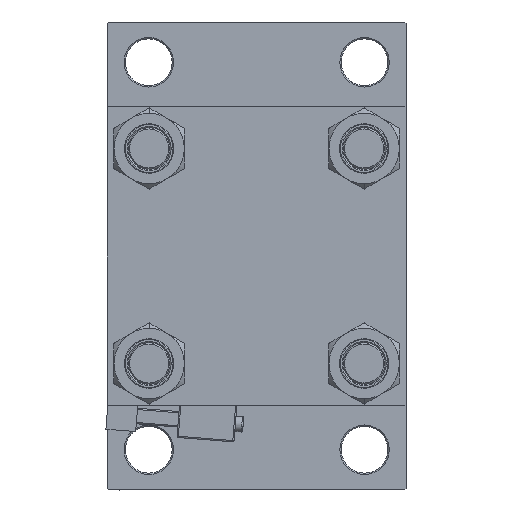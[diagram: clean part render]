
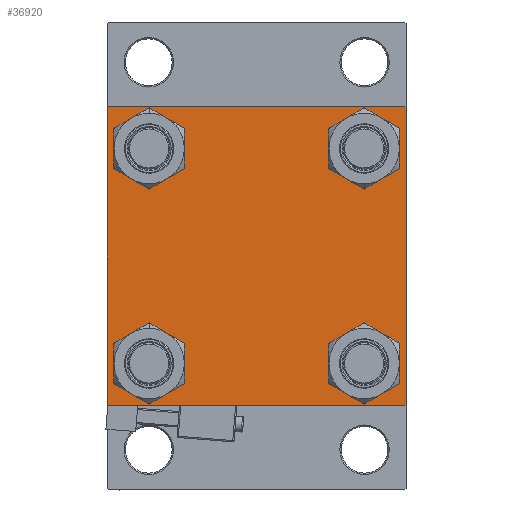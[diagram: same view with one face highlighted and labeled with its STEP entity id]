
A CAD part, left-side view. The second image highlights one B-rep face of the part: STEP entity #36920.
In plain terms, the highlighted planar face has unit normal (-1, 0, 0).
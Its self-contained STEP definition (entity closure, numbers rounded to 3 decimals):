
#29 = CARTESIAN_POINT ( 'NONE',  ( 0., 41.35, 41.35 ) ) ;
#220 = CARTESIAN_POINT ( 'NONE',  ( 0., -41.35, 32.85 ) ) ;
#832 = DIRECTION ( 'NONE',  ( 1., 0., 0. ) ) ;
#941 = CIRCLE ( 'NONE', #17088, 8.5 ) ;
#1551 = ORIENTED_EDGE ( 'NONE', *, *, #19673, .T. ) ;
#1621 = CARTESIAN_POINT ( 'NONE',  ( 0., 41.35, -41.35 ) ) ;
#1886 = LINE ( 'NONE', #44491, #13209 ) ;
#1955 = CARTESIAN_POINT ( 'NONE',  ( 0., 41.35, 41.35 ) ) ;
#2093 = ORIENTED_EDGE ( 'NONE', *, *, #47062, .T. ) ;
#3088 = ORIENTED_EDGE ( 'NONE', *, *, #25423, .F. ) ;
#3141 = DIRECTION ( 'NONE',  ( 0., 0., 1. ) ) ;
#3164 = CARTESIAN_POINT ( 'NONE',  ( 0., -57., 57.5 ) ) ;
#3292 = ORIENTED_EDGE ( 'NONE', *, *, #45567, .T. ) ;
#3376 = CARTESIAN_POINT ( 'NONE',  ( 0., -57.5, 57.5 ) ) ;
#3597 = ORIENTED_EDGE ( 'NONE', *, *, #14160, .F. ) ;
#4497 = CARTESIAN_POINT ( 'NONE',  ( 0., 41.35, -49.85 ) ) ;
#4556 = LINE ( 'NONE', #12357, #49610 ) ;
#5165 = DIRECTION ( 'NONE',  ( 0., -0.707, 0.707 ) ) ;
#5363 = EDGE_CURVE ( 'NONE', #24640, #26769, #941, .T. ) ;
#5510 = FACE_BOUND ( 'NONE', #17936, .T. ) ;
#5870 = EDGE_LOOP ( 'NONE', ( #37131, #36129 ) ) ;
#5975 = CARTESIAN_POINT ( 'NONE',  ( 0., 41.35, 49.85 ) ) ;
#6839 = CARTESIAN_POINT ( 'NONE',  ( 0., -41.35, -32.85 ) ) ;
#7766 = EDGE_LOOP ( 'NONE', ( #42861, #23684, #24941, #9360, #3597, #34066, #3088, #1551 ) ) ;
#8597 = EDGE_CURVE ( 'NONE', #32008, #16277, #26061, .T. ) ;
#8832 = DIRECTION ( 'NONE',  ( 0., -0.707, -0.707 ) ) ;
#9053 = CARTESIAN_POINT ( 'NONE',  ( 0., 57.5, 57.5 ) ) ;
#9197 = CIRCLE ( 'NONE', #41423, 8.5 ) ;
#9360 = ORIENTED_EDGE ( 'NONE', *, *, #12864, .T. ) ;
#10007 = LINE ( 'NONE', #17053, #42997 ) ;
#10083 = CIRCLE ( 'NONE', #36636, 8.5 ) ;
#10984 = CARTESIAN_POINT ( 'NONE',  ( 0., 57.5, -57. ) ) ;
#11217 = CIRCLE ( 'NONE', #12826, 8.5 ) ;
#11568 = VERTEX_POINT ( 'NONE', #20851 ) ;
#11733 = DIRECTION ( 'NONE',  ( 0., 0., 1. ) ) ;
#12083 = CARTESIAN_POINT ( 'NONE',  ( 0., -57.5, -57. ) ) ;
#12357 = CARTESIAN_POINT ( 'NONE',  ( 0., 57.25, -57.25 ) ) ;
#12424 = DIRECTION ( 'NONE',  ( 0., 0., 1. ) ) ;
#12635 = DIRECTION ( 'NONE',  ( 0., 0., -1. ) ) ;
#12823 = CARTESIAN_POINT ( 'NONE',  ( 0., 0., 0. ) ) ;
#12826 = AXIS2_PLACEMENT_3D ( 'NONE', #19530, #46749, #11733 ) ;
#12864 = EDGE_CURVE ( 'NONE', #20303, #20095, #1886, .T. ) ;
#13070 = PLANE ( 'NONE',  #33767 ) ;
#13191 = AXIS2_PLACEMENT_3D ( 'NONE', #46464, #15453, #46205 ) ;
#13209 = VECTOR ( 'NONE', #5165, 1000. ) ;
#13239 = ORIENTED_EDGE ( 'NONE', *, *, #5363, .T. ) ;
#14038 = VERTEX_POINT ( 'NONE', #17512 ) ;
#14160 = EDGE_CURVE ( 'NONE', #11568, #20095, #44997, .T. ) ;
#15095 = EDGE_CURVE ( 'NONE', #30753, #20853, #42263, .T. ) ;
#15453 = DIRECTION ( 'NONE',  ( 1., 0., 0. ) ) ;
#16277 = VERTEX_POINT ( 'NONE', #39975 ) ;
#16290 = CARTESIAN_POINT ( 'NONE',  ( 0., -57., -57.5 ) ) ;
#16455 = CARTESIAN_POINT ( 'NONE',  ( 0., -41.35, -41.35 ) ) ;
#16639 = DIRECTION ( 'NONE',  ( 0., 0., 1. ) ) ;
#17053 = CARTESIAN_POINT ( 'NONE',  ( 0., -57.25, 57.25 ) ) ;
#17088 = AXIS2_PLACEMENT_3D ( 'NONE', #16455, #832, #12424 ) ;
#17512 = CARTESIAN_POINT ( 'NONE',  ( 0., 41.35, -32.85 ) ) ;
#17643 = VERTEX_POINT ( 'NONE', #10984 ) ;
#17936 = EDGE_LOOP ( 'NONE', ( #13239, #21684 ) ) ;
#18111 = VECTOR ( 'NONE', #40225, 1000. ) ;
#18451 = VERTEX_POINT ( 'NONE', #3164 ) ;
#19371 = CARTESIAN_POINT ( 'NONE',  ( 0., 57., 57.5 ) ) ;
#19468 = LINE ( 'NONE', #9053, #47134 ) ;
#19530 = CARTESIAN_POINT ( 'NONE',  ( 0., -41.35, -41.35 ) ) ;
#19673 = EDGE_CURVE ( 'NONE', #47269, #27830, #45941, .T. ) ;
#20095 = VERTEX_POINT ( 'NONE', #12083 ) ;
#20303 = VERTEX_POINT ( 'NONE', #16290 ) ;
#20545 = EDGE_CURVE ( 'NONE', #42725, #20303, #47527, .T. ) ;
#20573 = CARTESIAN_POINT ( 'NONE',  ( 0., 57.5, -57.5 ) ) ;
#20851 = CARTESIAN_POINT ( 'NONE',  ( 0., -57.5, 57. ) ) ;
#20853 = VERTEX_POINT ( 'NONE', #47471 ) ;
#21643 = CARTESIAN_POINT ( 'NONE',  ( 0., 57., -57.5 ) ) ;
#21684 = ORIENTED_EDGE ( 'NONE', *, *, #36825, .T. ) ;
#22865 = CIRCLE ( 'NONE', #13191, 8.5 ) ;
#23471 = VECTOR ( 'NONE', #12635, 1000. ) ;
#23684 = ORIENTED_EDGE ( 'NONE', *, *, #27521, .T. ) ;
#23714 = VECTOR ( 'NONE', #49498, 1000. ) ;
#24441 = AXIS2_PLACEMENT_3D ( 'NONE', #1621, #32648, #28856 ) ;
#24640 = VERTEX_POINT ( 'NONE', #6839 ) ;
#24904 = FACE_BOUND ( 'NONE', #27991, .T. ) ;
#24941 = ORIENTED_EDGE ( 'NONE', *, *, #20545, .T. ) ;
#25365 = ORIENTED_EDGE ( 'NONE', *, *, #15095, .T. ) ;
#25379 = DIRECTION ( 'NONE',  ( 0., 0.707, 0.707 ) ) ;
#25423 = EDGE_CURVE ( 'NONE', #47269, #18451, #19468, .T. ) ;
#25686 = DIRECTION ( 'NONE',  ( 0., 0., 1. ) ) ;
#26061 = CIRCLE ( 'NONE', #30886, 8.5 ) ;
#26524 = EDGE_LOOP ( 'NONE', ( #25365, #37838 ) ) ;
#26769 = VERTEX_POINT ( 'NONE', #38097 ) ;
#27521 = EDGE_CURVE ( 'NONE', #17643, #42725, #4556, .T. ) ;
#27830 = VERTEX_POINT ( 'NONE', #38781 ) ;
#27991 = EDGE_LOOP ( 'NONE', ( #3292, #2093 ) ) ;
#28856 = DIRECTION ( 'NONE',  ( 0., 0., 1. ) ) ;
#28934 = DIRECTION ( 'NONE',  ( 1., 0., 0. ) ) ;
#29222 = DIRECTION ( 'NONE',  ( 1., 0., 0. ) ) ;
#30041 = DIRECTION ( 'NONE',  ( 1., 0., 0. ) ) ;
#30753 = VERTEX_POINT ( 'NONE', #5975 ) ;
#30886 = AXIS2_PLACEMENT_3D ( 'NONE', #44348, #29222, #25686 ) ;
#31045 = DIRECTION ( 'NONE',  ( 0., 0., 1. ) ) ;
#32008 = VERTEX_POINT ( 'NONE', #220 ) ;
#32648 = DIRECTION ( 'NONE',  ( 1., 0., 0. ) ) ;
#33767 = AXIS2_PLACEMENT_3D ( 'NONE', #12823, #44088, #35772 ) ;
#34066 = ORIENTED_EDGE ( 'NONE', *, *, #45249, .T. ) ;
#34379 = DIRECTION ( 'NONE',  ( 0., 0.707, -0.707 ) ) ;
#35772 = DIRECTION ( 'NONE',  ( 0., 0., 1. ) ) ;
#36129 = ORIENTED_EDGE ( 'NONE', *, *, #8597, .T. ) ;
#36605 = VERTEX_POINT ( 'NONE', #4497 ) ;
#36636 = AXIS2_PLACEMENT_3D ( 'NONE', #39835, #38902, #16639 ) ;
#36825 = EDGE_CURVE ( 'NONE', #26769, #24640, #11217, .T. ) ;
#36920 = ADVANCED_FACE ( 'NONE', ( #47354, #5510, #24904, #44329, #48103 ), #13070, .T. ) ;
#37131 = ORIENTED_EDGE ( 'NONE', *, *, #45738, .T. ) ;
#37838 = ORIENTED_EDGE ( 'NONE', *, *, #49597, .T. ) ;
#38097 = CARTESIAN_POINT ( 'NONE',  ( 0., -41.35, -49.85 ) ) ;
#38781 = CARTESIAN_POINT ( 'NONE',  ( 0., 57.5, 57. ) ) ;
#38902 = DIRECTION ( 'NONE',  ( 1., 0., 0. ) ) ;
#39011 = VECTOR ( 'NONE', #34379, 1000. ) ;
#39602 = CARTESIAN_POINT ( 'NONE',  ( 0., 57.5, 57.5 ) ) ;
#39835 = CARTESIAN_POINT ( 'NONE',  ( 0., 41.35, -41.35 ) ) ;
#39975 = CARTESIAN_POINT ( 'NONE',  ( 0., -41.35, 49.85 ) ) ;
#40225 = DIRECTION ( 'NONE',  ( 0., -1., 0. ) ) ;
#41423 = AXIS2_PLACEMENT_3D ( 'NONE', #29, #30041, #31045 ) ;
#41963 = EDGE_CURVE ( 'NONE', #27830, #17643, #47165, .T. ) ;
#42263 = CIRCLE ( 'NONE', #43090, 8.5 ) ;
#42725 = VERTEX_POINT ( 'NONE', #21643 ) ;
#42861 = ORIENTED_EDGE ( 'NONE', *, *, #41963, .T. ) ;
#42997 = VECTOR ( 'NONE', #25379, 1000. ) ;
#43090 = AXIS2_PLACEMENT_3D ( 'NONE', #1955, #28934, #3141 ) ;
#44088 = DIRECTION ( 'NONE',  ( -1., 0., 0. ) ) ;
#44329 = FACE_BOUND ( 'NONE', #26524, .T. ) ;
#44348 = CARTESIAN_POINT ( 'NONE',  ( 0., -41.35, 41.35 ) ) ;
#44491 = CARTESIAN_POINT ( 'NONE',  ( 0., -57.25, -57.25 ) ) ;
#44997 = LINE ( 'NONE', #3376, #23714 ) ;
#45249 = EDGE_CURVE ( 'NONE', #11568, #18451, #10007, .T. ) ;
#45411 = CIRCLE ( 'NONE', #24441, 8.5 ) ;
#45567 = EDGE_CURVE ( 'NONE', #14038, #36605, #45411, .T. ) ;
#45738 = EDGE_CURVE ( 'NONE', #16277, #32008, #22865, .T. ) ;
#45941 = LINE ( 'NONE', #49723, #39011 ) ;
#46205 = DIRECTION ( 'NONE',  ( 0., 0., 1. ) ) ;
#46444 = DIRECTION ( 'NONE',  ( 0., -1., 0. ) ) ;
#46464 = CARTESIAN_POINT ( 'NONE',  ( 0., -41.35, 41.35 ) ) ;
#46749 = DIRECTION ( 'NONE',  ( 1., 0., 0. ) ) ;
#47062 = EDGE_CURVE ( 'NONE', #36605, #14038, #10083, .T. ) ;
#47134 = VECTOR ( 'NONE', #46444, 1000. ) ;
#47165 = LINE ( 'NONE', #39602, #23471 ) ;
#47269 = VERTEX_POINT ( 'NONE', #19371 ) ;
#47354 = FACE_BOUND ( 'NONE', #5870, .T. ) ;
#47471 = CARTESIAN_POINT ( 'NONE',  ( 0., 41.35, 32.85 ) ) ;
#47527 = LINE ( 'NONE', #20573, #18111 ) ;
#48103 = FACE_OUTER_BOUND ( 'NONE', #7766, .T. ) ;
#49498 = DIRECTION ( 'NONE',  ( 0., 0., -1. ) ) ;
#49597 = EDGE_CURVE ( 'NONE', #20853, #30753, #9197, .T. ) ;
#49610 = VECTOR ( 'NONE', #8832, 1000. ) ;
#49723 = CARTESIAN_POINT ( 'NONE',  ( 0., 57.25, 57.25 ) ) ;
